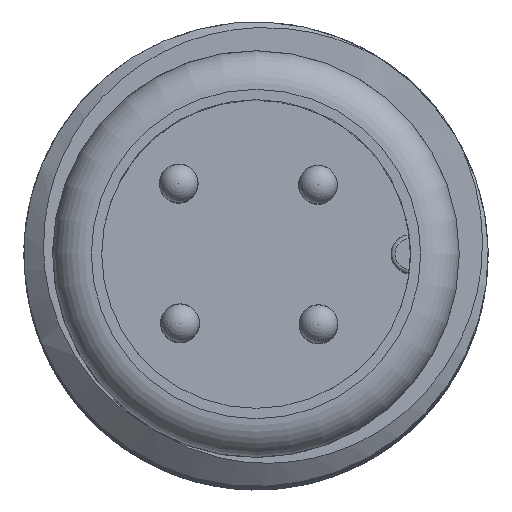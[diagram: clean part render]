
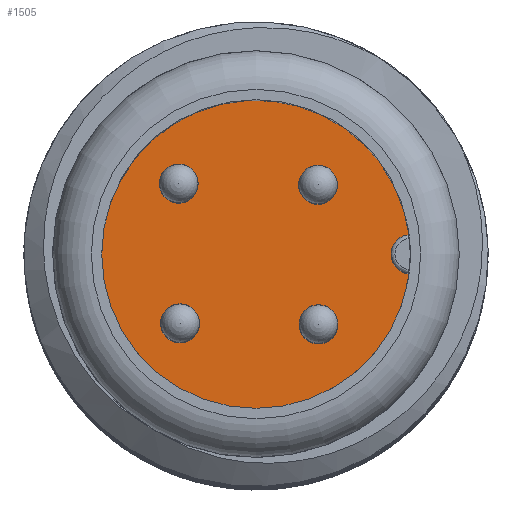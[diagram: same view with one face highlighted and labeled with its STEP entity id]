
A CAD part, top view. The second image highlights one B-rep face of the part: STEP entity #1505.
In plain terms, the highlighted planar face has unit normal (0, 0, 1).
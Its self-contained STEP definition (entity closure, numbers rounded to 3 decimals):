
#36=FACE_BOUND('',#526,.T.);
#37=FACE_BOUND('',#527,.T.);
#38=FACE_BOUND('',#528,.T.);
#39=FACE_BOUND('',#529,.T.);
#423=FACE_OUTER_BOUND('',#525,.T.);
#525=EDGE_LOOP('',(#1352,#1353,#1354));
#526=EDGE_LOOP('',(#1355));
#527=EDGE_LOOP('',(#1356));
#528=EDGE_LOOP('',(#1357));
#529=EDGE_LOOP('',(#1358));
#557=CIRCLE('',#1613,0.5);
#561=CIRCLE('',#1620,0.5);
#565=CIRCLE('',#1627,0.5);
#569=CIRCLE('',#1634,0.5);
#574=CIRCLE('',#1642,0.5);
#583=CIRCLE('',#1654,4.);
#585=CIRCLE('',#1656,4.);
#703=VERTEX_POINT('',#9383);
#707=VERTEX_POINT('',#9395);
#711=VERTEX_POINT('',#9407);
#715=VERTEX_POINT('',#9419);
#721=VERTEX_POINT('',#9434);
#722=VERTEX_POINT('',#9436);
#731=VERTEX_POINT('',#9490);
#907=EDGE_CURVE('',#703,#703,#557,.T.);
#912=EDGE_CURVE('',#707,#707,#561,.T.);
#917=EDGE_CURVE('',#711,#711,#565,.T.);
#922=EDGE_CURVE('',#715,#715,#569,.T.);
#929=EDGE_CURVE('',#722,#721,#574,.T.);
#941=EDGE_CURVE('',#731,#722,#583,.T.);
#944=EDGE_CURVE('',#721,#731,#585,.T.);
#1352=ORIENTED_EDGE('',*,*,#944,.T.);
#1353=ORIENTED_EDGE('',*,*,#941,.T.);
#1354=ORIENTED_EDGE('',*,*,#929,.T.);
#1355=ORIENTED_EDGE('',*,*,#907,.T.);
#1356=ORIENTED_EDGE('',*,*,#912,.T.);
#1357=ORIENTED_EDGE('',*,*,#917,.T.);
#1358=ORIENTED_EDGE('',*,*,#922,.T.);
#1419=PLANE('',#1657);
#1505=ADVANCED_FACE('',(#423,#36,#37,#38,#39),#1419,.T.);
#1613=AXIS2_PLACEMENT_3D('',#9384,#1869,#1870);
#1620=AXIS2_PLACEMENT_3D('',#9396,#1884,#1885);
#1627=AXIS2_PLACEMENT_3D('',#9408,#1899,#1900);
#1634=AXIS2_PLACEMENT_3D('',#9420,#1914,#1915);
#1642=AXIS2_PLACEMENT_3D('',#9437,#1932,#1933);
#1654=AXIS2_PLACEMENT_3D('',#9491,#1958,#1959);
#1656=AXIS2_PLACEMENT_3D('',#9495,#1963,#1964);
#1657=AXIS2_PLACEMENT_3D('',#9527,#1965,#1966);
#1869=DIRECTION('center_axis',(0.,0.,-1.));
#1870=DIRECTION('ref_axis',(-1.,0.,0.));
#1884=DIRECTION('center_axis',(0.,0.,-1.));
#1885=DIRECTION('ref_axis',(-1.,0.,0.));
#1899=DIRECTION('center_axis',(0.,0.,-1.));
#1900=DIRECTION('ref_axis',(-1.,0.,0.));
#1914=DIRECTION('center_axis',(0.,0.,-1.));
#1915=DIRECTION('ref_axis',(-1.,0.,0.));
#1932=DIRECTION('center_axis',(0.,0.,-1.));
#1933=DIRECTION('ref_axis',(1.,0.,0.));
#1958=DIRECTION('center_axis',(0.,0.,1.));
#1959=DIRECTION('ref_axis',(1.,0.,0.));
#1963=DIRECTION('center_axis',(0.,0.,1.));
#1964=DIRECTION('ref_axis',(1.,0.,0.));
#1965=DIRECTION('center_axis',(0.,0.,1.));
#1966=DIRECTION('ref_axis',(1.,0.,0.));
#9383=CARTESIAN_POINT('',(17.36,29.018,59.052));
#9384=CARTESIAN_POINT('Origin',(16.86,29.018,59.052));
#9395=CARTESIAN_POINT('',(13.737,32.665,59.052));
#9396=CARTESIAN_POINT('Origin',(13.237,32.665,59.052));
#9407=CARTESIAN_POINT('',(13.771,29.043,59.052));
#9408=CARTESIAN_POINT('Origin',(13.271,29.043,59.052));
#9419=CARTESIAN_POINT('',(17.347,32.633,59.052));
#9420=CARTESIAN_POINT('Origin',(16.847,32.633,59.052));
#9434=CARTESIAN_POINT('',(19.209,31.331,59.052));
#9436=CARTESIAN_POINT('',(19.209,30.333,59.052));
#9437=CARTESIAN_POINT('Origin',(19.24,30.832,59.052));
#9490=CARTESIAN_POINT('',(11.24,30.832,59.052));
#9491=CARTESIAN_POINT('Origin',(15.24,30.832,59.052));
#9495=CARTESIAN_POINT('Origin',(15.24,30.832,59.052));
#9527=CARTESIAN_POINT('Origin',(15.24,30.832,59.052));
